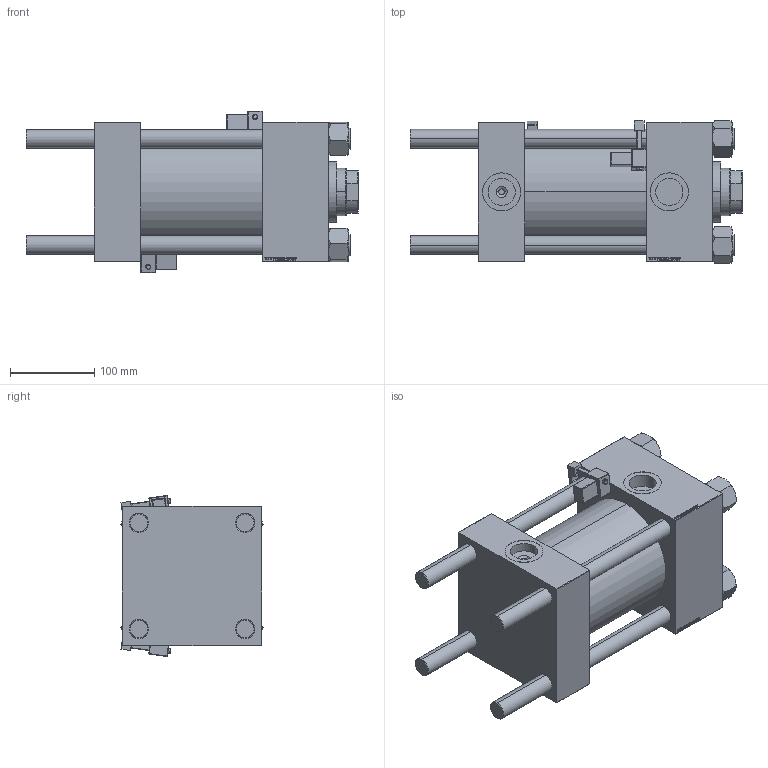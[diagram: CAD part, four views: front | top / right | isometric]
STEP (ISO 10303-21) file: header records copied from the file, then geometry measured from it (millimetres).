
FILE_DESCRIPTION (( 'STEP AP203' ), '1' );
FILE_NAME ('c41e.STEP', '2022-04-15T08:38:26', ( '' ), ( '' ), 'SwSTEP 2.0', 'SolidWorks 2019', '' );
FILE_SCHEMA (( 'CONFIG_CONTROL_DESIGN' ));
Length unit declared in the file: millimetre
Products named in the file (7): V215CR_BODY_A 2f2e528f3afae77a95ee161eee935307; V215_VC_A 2f2e528f3afae77a95ee161eee935307; NUT_M5 2f2e528f3afae77a95ee161eee935307; CR025_012_A_0_G_A_G_M_020_+#_##_TYCINKA 2f2e528f3afae77a95ee161eee935307; c41e; V215CR_MSU 2f2e528f3afae77a95ee161eee935307; V215CR_VCP 2f2e528f3afae77a95ee161eee935307
Assembly tree (13 placements, depth 2):
  c41e
    V215CR_BODY_A 2f2e528f3afae77a95ee161eee935307
    CR025_012_A_0_G_A_G_M_020_+#_##_TYCINKA 2f2e528f3afae77a95ee161eee935307  x4
    NUT_M5 2f2e528f3afae77a95ee161eee935307  x4
    V215CR_VCP 2f2e528f3afae77a95ee161eee935307
    V215_VC_A 2f2e528f3afae77a95ee161eee935307
    V215CR_MSU 2f2e528f3afae77a95ee161eee935307  x2
Bounding box: 393 x 168.94 x 190.65 mm (x, y, z)
Volume: 5033714.5 mm3; surface area: 636851.5 mm2
Topology: 13 solids, 13 shells, 1342 faces, 3376 edges, 2159 vertices
Faces by surface type: plane 628, bspline 392, cylinder 142, cone 136, sphere 24, torus 20
Entity records: 52676 total; most frequent: CARTESIAN_POINT 27476, ORIENTED_EDGE 5634, DIRECTION 3739, EDGE_CURVE 2817, VERTEX_POINT 1841, LINE 1707, VECTOR 1707, EDGE_LOOP 1244
